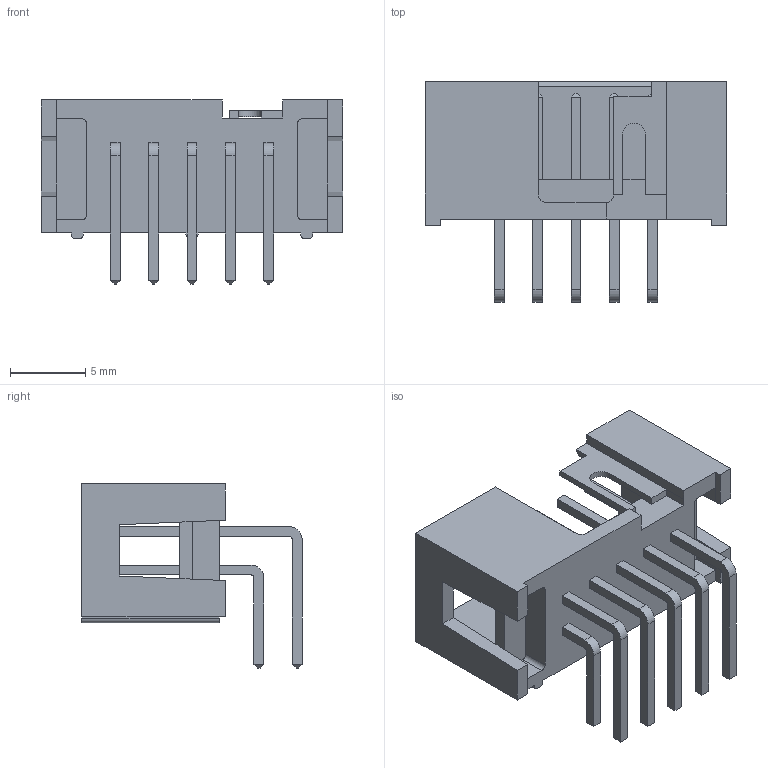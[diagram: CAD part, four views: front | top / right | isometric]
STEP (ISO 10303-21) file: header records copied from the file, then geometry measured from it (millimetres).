
FILE_DESCRIPTION(('FreeCAD Model'),'2;1');
FILE_NAME('IDC_02X05_Angled.step', '2016-09-09T01:37:31',('Author'),(''), 'Open CASCADE STEP processor 6.8','FreeCAD','Unknown');
FILE_SCHEMA(('AUTOMOTIVE_DESIGN_CC2 { 1 2 10303 214 -1 1 5 4 }'));
Length unit declared in the file: millimetre
Products named in the file (2): ASSEMBLY; IDC_02X05_Angled
Assembly tree (1 placements, depth 2):
  ASSEMBLY
    IDC_02X05_Angled
Bounding box: 20 x 14.6 x 12.2 mm (x, y, z)
Volume: 733.4 mm3; surface area: 1593.7 mm2
Topology: 1 solids, 1 shells, 307 faces, 774 edges, 483 vertices
Faces by surface type: plane 274, cylinder 33
Entity records: 21056 total; most frequent: CARTESIAN_POINT 3524, DIRECTION 2746, LINE 1960, VECTOR 1960, ORIENTED_EDGE 1548, PCURVE 1548, DEFINITIONAL_REPRESENTATION 1548, EDGE_CURVE 774
